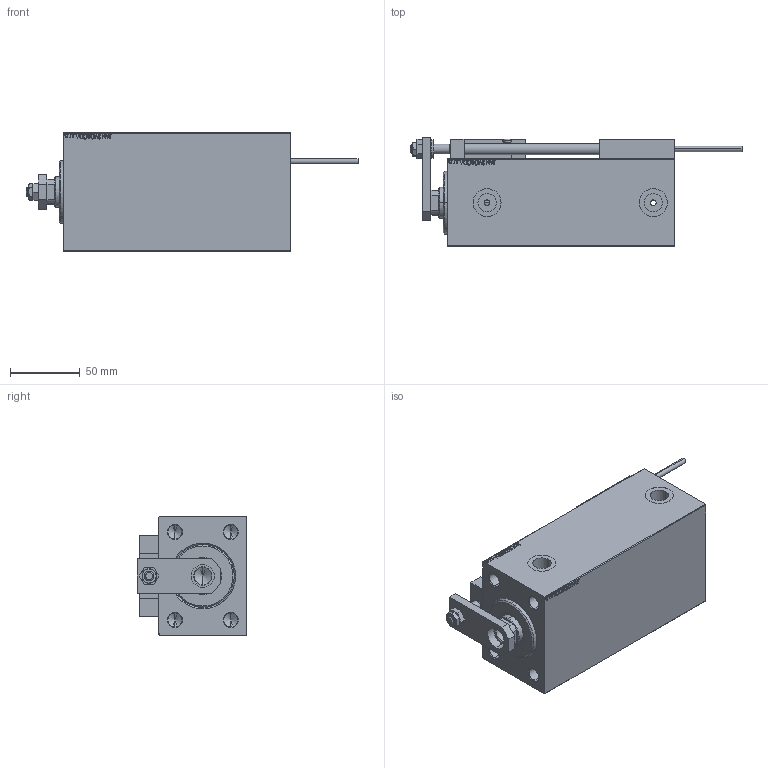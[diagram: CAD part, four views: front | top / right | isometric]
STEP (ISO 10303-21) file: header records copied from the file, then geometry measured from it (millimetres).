
FILE_DESCRIPTION (( 'STEP AP203' ), '1' );
FILE_NAME ('9441.STEP', '2022-04-17T09:26:11', ( '' ), ( '' ), 'SwSTEP 2.0', 'SolidWorks 2019', '' );
FILE_SCHEMA (( 'CONFIG_CONTROL_DESIGN' ));
Length unit declared in the file: millimetre
Products named in the file (16): TYC_L79 eaaa0de0aeb87222e31cb07baaab25d6; V450CM_B_Body eaaa0de0aeb87222e31cb07baaab25d6; 9441; Block eaaa0de0aeb87222e31cb07baaab25d6; ZARAZKA eaaa0de0aeb87222e31cb07baaab25d6; V450CM_VC_B eaaa0de0aeb87222e31cb07baaab25d6; SWITCH_X_FRONT_BACK eaaa0de0aeb87222e31cb07baaab25d6; ALLEN BOLT D5 eaaa0de0aeb87222e31cb07baaab25d6; V450CM_B_VCP eaaa0de0aeb87222e31cb07baaab25d6; SWITCH X eaaa0de0aeb87222e31cb07baaab25d6; MAGNET eaaa0de0aeb87222e31cb07baaab25d6; SWITCH DIM B,W eaaa0de0aeb87222e31cb07baaab25d6; ALLEN BOLT D8 eaaa0de0aeb87222e31cb07baaab25d6; NUT_D12 eaaa0de0aeb87222e31cb07baaab25d6; NUT_D10 eaaa0de0aeb87222e31cb07baaab25d6; KONCOVKA eaaa0de0aeb87222e31cb07baaab25d6
Assembly tree (25 placements, depth 3):
  9441
    V450CM_B_Body eaaa0de0aeb87222e31cb07baaab25d6
    V450CM_B_VCP eaaa0de0aeb87222e31cb07baaab25d6
    SWITCH X eaaa0de0aeb87222e31cb07baaab25d6
      SWITCH_X_FRONT_BACK eaaa0de0aeb87222e31cb07baaab25d6  x2
      TYC_L79 eaaa0de0aeb87222e31cb07baaab25d6
      Block eaaa0de0aeb87222e31cb07baaab25d6  x2
      ALLEN BOLT D5 eaaa0de0aeb87222e31cb07baaab25d6  x4
      ALLEN BOLT D8 eaaa0de0aeb87222e31cb07baaab25d6  x4
      MAGNET eaaa0de0aeb87222e31cb07baaab25d6  x2
      KONCOVKA eaaa0de0aeb87222e31cb07baaab25d6  x2
    NUT_D10 eaaa0de0aeb87222e31cb07baaab25d6
    NUT_D12 eaaa0de0aeb87222e31cb07baaab25d6
    SWITCH DIM B,W eaaa0de0aeb87222e31cb07baaab25d6
    ZARAZKA eaaa0de0aeb87222e31cb07baaab25d6
    V450CM_VC_B eaaa0de0aeb87222e31cb07baaab25d6
Bounding box: 237.7 x 78.5 x 85 mm (x, y, z)
Volume: 821194.1 mm3; surface area: 129000.9 mm2
Topology: 24 solids, 24 shells, 1332 faces, 3184 edges, 2018 vertices
Faces by surface type: plane 565, bspline 380, cylinder 194, cone 145, torus 44, sphere 4
Entity records: 51707 total; most frequent: CARTESIAN_POINT 26312, ORIENTED_EDGE 5356, DIRECTION 3683, EDGE_CURVE 2678, VERTEX_POINT 1742, VECTOR 1537, LINE 1537, EDGE_LOOP 1244
